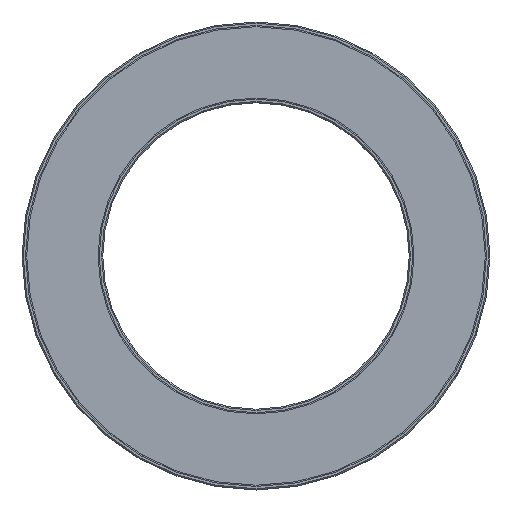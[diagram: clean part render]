
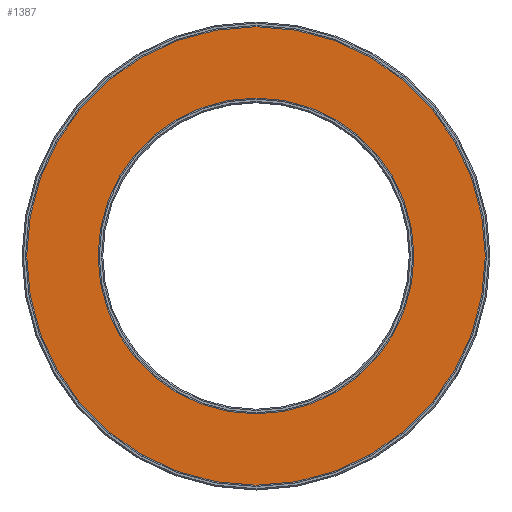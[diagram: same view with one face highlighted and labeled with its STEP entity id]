
A CAD part, top view. The second image highlights one B-rep face of the part: STEP entity #1387.
In plain terms, the highlighted planar face has unit normal (0, 0, 1).
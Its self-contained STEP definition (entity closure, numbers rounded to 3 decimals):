
#124=PLANE('',#1493);
#148=FACE_BOUND('',#295,.T.);
#195=FACE_OUTER_BOUND('',#294,.T.);
#294=EDGE_LOOP('',(#877));
#295=EDGE_LOOP('',(#878));
#431=CIRCLE('',#1488,67.5);
#433=CIRCLE('',#1491,98.);
#562=VERTEX_POINT('',#2222);
#564=VERTEX_POINT('',#2227);
#693=EDGE_CURVE('',#562,#562,#431,.T.);
#695=EDGE_CURVE('',#564,#564,#433,.T.);
#877=ORIENTED_EDGE('',*,*,#695,.F.);
#878=ORIENTED_EDGE('',*,*,#693,.T.);
#1387=ADVANCED_FACE('',(#195,#148),#124,.T.);
#1488=AXIS2_PLACEMENT_3D('',#2223,#1722,#1723);
#1491=AXIS2_PLACEMENT_3D('',#2228,#1728,#1729);
#1493=AXIS2_PLACEMENT_3D('',#2231,#1732,#1733);
#1722=DIRECTION('center_axis',(0.,0.,
-1.));
#1723=DIRECTION('ref_axis',(0.814,0.581,0.));
#1728=DIRECTION('center_axis',(0.,0.,
-1.));
#1729=DIRECTION('ref_axis',(0.814,0.581,0.));
#1732=DIRECTION('center_axis',(0.,0.,1.));
#1733=DIRECTION('ref_axis',(1.,0.,0.));
#2222=CARTESIAN_POINT('',(67.5,0.,19.5));
#2223=CARTESIAN_POINT('Origin',(0.,0.,
19.5));
#2227=CARTESIAN_POINT('',(98.,0.,19.5));
#2228=CARTESIAN_POINT('Origin',(0.,0.,
19.5));
#2231=CARTESIAN_POINT('Origin',(0.,-98.,19.5));
